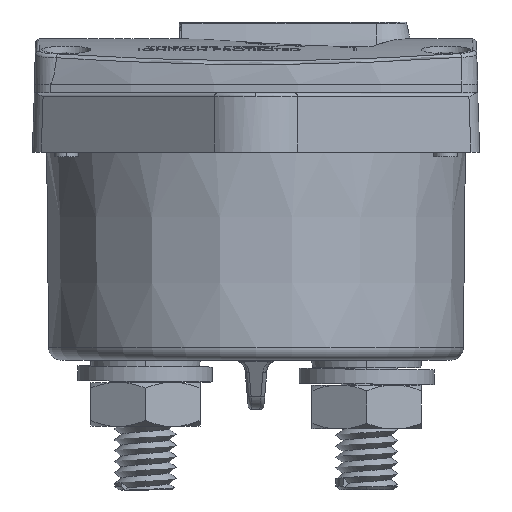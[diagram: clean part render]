
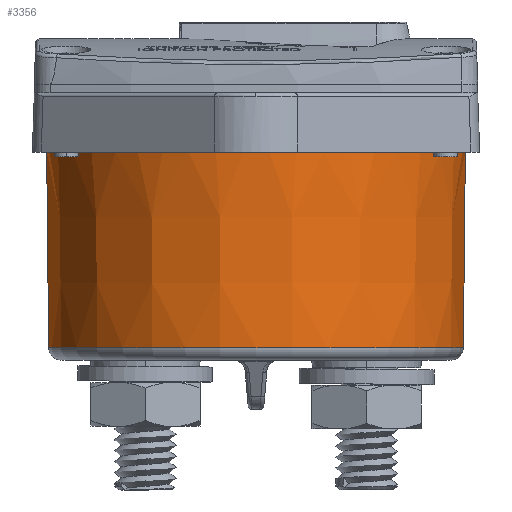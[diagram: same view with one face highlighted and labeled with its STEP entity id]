
A CAD part, front view. The second image highlights one B-rep face of the part: STEP entity #3356.
In plain terms, the highlighted conical face has half-angle 0.573 degrees and reference radius 26.985 mm.
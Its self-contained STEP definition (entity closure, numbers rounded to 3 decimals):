
#720 = CARTESIAN_POINT ( 'NONE',  ( -26.985, 0., 0. ) ) ;
#1077 = EDGE_CURVE ( 'NONE', #25081, #41817, #35554, .T. ) ;
#1829 = EDGE_CURVE ( 'NONE', #67846, #46027, #18064, .T. ) ;
#3356 = ADVANCED_FACE ( 'NONE', ( #75091 ), #55107, .T. ) ;
#5192 = EDGE_CURVE ( 'NONE', #61427, #63547, #62223, .T. ) ;
#5916 = AXIS2_PLACEMENT_3D ( 'NONE', #15546, #74356, #65665 ) ;
#9630 = ORIENTED_EDGE ( 'NONE', *, *, #46083, .T. ) ;
#12396 = EDGE_CURVE ( 'NONE', #67846, #25081, #57888, .T. ) ;
#13422 = AXIS2_PLACEMENT_3D ( 'NONE', #73951, #65261, #56533 ) ;
#13758 = EDGE_CURVE ( 'NONE', #63547, #39943, #19334, .T. ) ;
#15017 = DIRECTION ( 'NONE',  ( -1., 0., 0. ) ) ;
#15114 = ORIENTED_EDGE ( 'NONE', *, *, #12396, .T. ) ;
#15546 = CARTESIAN_POINT ( 'NONE',  ( 0., 0., 0. ) ) ;
#15638 = AXIS2_PLACEMENT_3D ( 'NONE', #57793, #49057, #40384 ) ;
#16447 = EDGE_CURVE ( 'NONE', #39943, #46027, #65604, .T. ) ;
#17334 = DIRECTION ( 'NONE',  ( -1., 0., 0. ) ) ;
#18064 = LINE ( 'NONE', #720, #44692 ) ;
#18219 = AXIS2_PLACEMENT_3D ( 'NONE', #69301, #60580, #51860 ) ;
#18224 = DIRECTION ( 'NONE',  ( 0.01, 0., 1. ) ) ;
#19334 = CIRCLE ( 'NONE', #15638, 26.985 ) ;
#21388 = CIRCLE ( 'NONE', #5916, 26.985 ) ;
#23713 = DIRECTION ( 'NONE',  ( 0., 0., -1. ) ) ;
#25081 = VERTEX_POINT ( 'NONE', #79776 ) ;
#25236 = CARTESIAN_POINT ( 'NONE',  ( -26.733, 0., -25.239 ) ) ;
#26018 = DIRECTION ( 'NONE',  ( 0., 0., -1. ) ) ;
#26893 = CARTESIAN_POINT ( 'NONE',  ( 26.985, 0., 0. ) ) ;
#28821 = VECTOR ( 'NONE', #18224, 1000. ) ;
#31447 = AXIS2_PLACEMENT_3D ( 'NONE', #34683, #26018, #17334 ) ;
#34683 = CARTESIAN_POINT ( 'NONE',  ( 0., 0., 0. ) ) ;
#35554 = LINE ( 'NONE', #26893, #28821 ) ;
#36446 = CIRCLE ( 'NONE', #18219, 26.985 ) ;
#39460 = ORIENTED_EDGE ( 'NONE', *, *, #1077, .T. ) ;
#39943 = VERTEX_POINT ( 'NONE', #81770 ) ;
#40384 = DIRECTION ( 'NONE',  ( -1., 0., 0. ) ) ;
#41050 = CARTESIAN_POINT ( 'NONE',  ( 0., 0., 0. ) ) ;
#41817 = VERTEX_POINT ( 'NONE', #57373 ) ;
#42455 = DIRECTION ( 'NONE',  ( -1., 0., 0. ) ) ;
#42891 = CARTESIAN_POINT ( 'NONE',  ( -5.157, -26.488, 0. ) ) ;
#43099 = ORIENTED_EDGE ( 'NONE', *, *, #60006, .F. ) ;
#44692 = VECTOR ( 'NONE', #76859, 1000. ) ;
#46027 = VERTEX_POINT ( 'NONE', #55983 ) ;
#46083 = EDGE_CURVE ( 'NONE', #41817, #76796, #36446, .T. ) ;
#49057 = DIRECTION ( 'NONE',  ( 0., 0., -1. ) ) ;
#51149 = DIRECTION ( 'NONE',  ( 0., 0., 1. ) ) ;
#51860 = DIRECTION ( 'NONE',  ( -1., 0., 0. ) ) ;
#53710 = CARTESIAN_POINT ( 'NONE',  ( 18.13, -19.987, 0. ) ) ;
#54195 = ORIENTED_EDGE ( 'NONE', *, *, #5192, .T. ) ;
#55107 = CONICAL_SURFACE ( 'NONE', #72922, 26.985, 0.01 ) ;
#55983 = CARTESIAN_POINT ( 'NONE',  ( -26.985, 0., 0. ) ) ;
#56299 = EDGE_LOOP ( 'NONE', ( #15114, #39460, #9630, #43099, #54195, #57012, #77319, #73613 ) ) ;
#56533 = DIRECTION ( 'NONE',  ( 1., 0., 0. ) ) ;
#57012 = ORIENTED_EDGE ( 'NONE', *, *, #13758, .T. ) ;
#57373 = CARTESIAN_POINT ( 'NONE',  ( 26.985, 0., 0. ) ) ;
#57793 = CARTESIAN_POINT ( 'NONE',  ( 0., 0., 0. ) ) ;
#57888 = CIRCLE ( 'NONE', #13422, 26.733 ) ;
#59868 = CARTESIAN_POINT ( 'NONE',  ( 0., 0., 0. ) ) ;
#60006 = EDGE_CURVE ( 'NONE', #61427, #76796, #21388, .T. ) ;
#60580 = DIRECTION ( 'NONE',  ( 0., 0., -1. ) ) ;
#61427 = VERTEX_POINT ( 'NONE', #84709 ) ;
#62223 = CIRCLE ( 'NONE', #31447, 26.985 ) ;
#63547 = VERTEX_POINT ( 'NONE', #42891 ) ;
#65261 = DIRECTION ( 'NONE',  ( 0., 0., 1. ) ) ;
#65604 = CIRCLE ( 'NONE', #84644, 26.985 ) ;
#65665 = DIRECTION ( 'NONE',  ( 1., 0., 0. ) ) ;
#67846 = VERTEX_POINT ( 'NONE', #25236 ) ;
#69301 = CARTESIAN_POINT ( 'NONE',  ( 0., 0., 0. ) ) ;
#72922 = AXIS2_PLACEMENT_3D ( 'NONE', #59868, #51149, #42455 ) ;
#73613 = ORIENTED_EDGE ( 'NONE', *, *, #1829, .F. ) ;
#73951 = CARTESIAN_POINT ( 'NONE',  ( 0., 0., -25.239 ) ) ;
#74356 = DIRECTION ( 'NONE',  ( 0., 0., 1. ) ) ;
#75091 = FACE_OUTER_BOUND ( 'NONE', #56299, .T. ) ;
#76796 = VERTEX_POINT ( 'NONE', #53710 ) ;
#76859 = DIRECTION ( 'NONE',  ( -0.01, 0., 1. ) ) ;
#77319 = ORIENTED_EDGE ( 'NONE', *, *, #16447, .T. ) ;
#79776 = CARTESIAN_POINT ( 'NONE',  ( 26.733, 0., -25.239 ) ) ;
#81770 = CARTESIAN_POINT ( 'NONE',  ( -18.13, -19.987, 0. ) ) ;
#84644 = AXIS2_PLACEMENT_3D ( 'NONE', #41050, #23713, #15017 ) ;
#84709 = CARTESIAN_POINT ( 'NONE',  ( 5.157, -26.488, 0. ) ) ;
